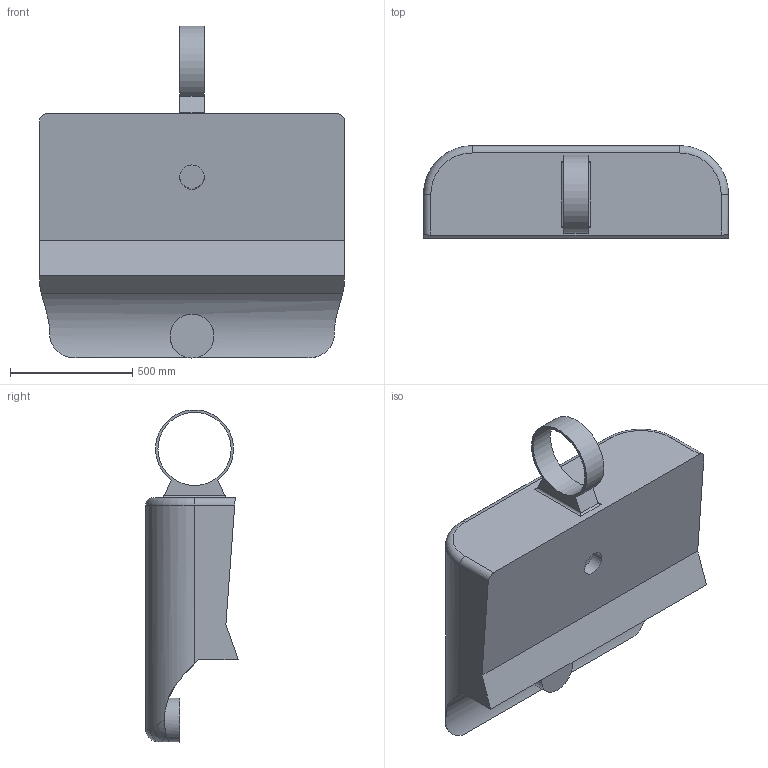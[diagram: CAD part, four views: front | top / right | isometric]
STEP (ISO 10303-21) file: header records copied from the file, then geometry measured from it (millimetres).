
FILE_DESCRIPTION(/* description */ (''),/* implementation_level */ '2;1');
FILE_NAME(/* name */ 'Counterweight.step',/* time_stamp */ '2025-05-27T21:04:26-04:00',/* author */ (''),/* organization */ (''),/* preprocessor_version */ 'ST-DEVELOPER v20.1',/* originating_system */ 'Autodesk Translation Framework v14.10.0.0',/* authorisation */ '');
FILE_SCHEMA (('AUTOMOTIVE_DESIGN { 1 0 10303 214 3 1 1 }'));
Length unit declared in the file: millimetre
Products named in the file (1): Counterweight
Bounding box: 1250 x 379.06 x 1360.5 mm (x, y, z)
Volume: 322277936.7 mm3; surface area: 3855521.9 mm2
Topology: 1 solids, 1 shells, 44 faces, 110 edges, 70 vertices
Faces by surface type: plane 19, cylinder 17, bspline 4, torus 4
Full cylindrical faces by diameter (mm): 100 x1, 180 x1, 300 x1
Entity records: 1614 total; most frequent: CARTESIAN_POINT 524, DIRECTION 222, ORIENTED_EDGE 220, EDGE_CURVE 110, AXIS2_PLACEMENT_3D 85, VERTEX_POINT 70, LINE 52, VECTOR 52
